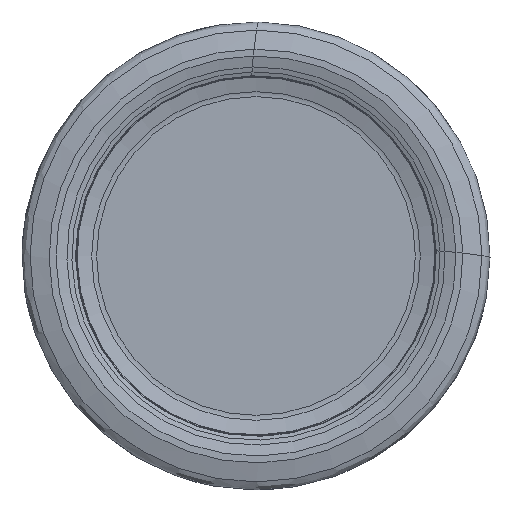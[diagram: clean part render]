
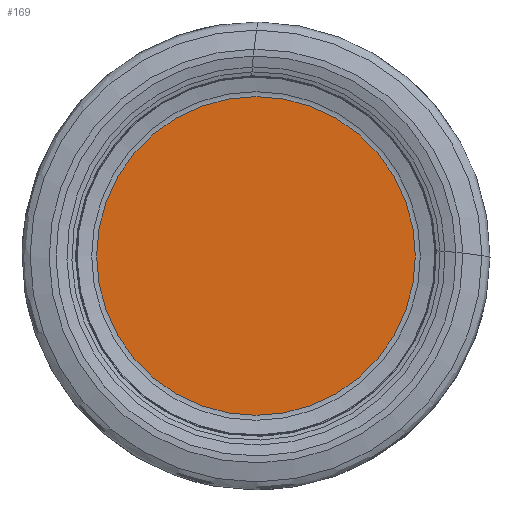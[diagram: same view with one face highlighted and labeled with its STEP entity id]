
A CAD part, left-side view. The second image highlights one B-rep face of the part: STEP entity #169.
In plain terms, the highlighted planar face has unit normal (-1, 0, 0).
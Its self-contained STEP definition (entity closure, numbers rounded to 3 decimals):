
#34=PLANE('',#933);
#169=ADVANCED_FACE('',(#274),#34,.F.);
#274=FACE_OUTER_BOUND('',#334,.T.);
#334=EDGE_LOOP('',(#613));
#403=CIRCLE('',#931,17.025);
#613=ORIENTED_EDGE('',*,*,#791,.T.);
#682=VERTEX_POINT('',#2095);
#791=EDGE_CURVE('',#682,#682,#403,.T.);
#931=AXIS2_PLACEMENT_3D('',#2094,#1130,#1131);
#933=AXIS2_PLACEMENT_3D('',#2097,#1134,#1135);
#1130=DIRECTION('',(-1.,0.,0.));
#1131=DIRECTION('',(0.,0.,1.));
#1134=DIRECTION('',(1.,0.,0.));
#1135=DIRECTION('',(0.,0.,-1.));
#2094=CARTESIAN_POINT('',(1.5,0.,0.));
#2095=CARTESIAN_POINT('',(1.5,0.,17.025));
#2097=CARTESIAN_POINT('',(1.5,17.025,0.));
